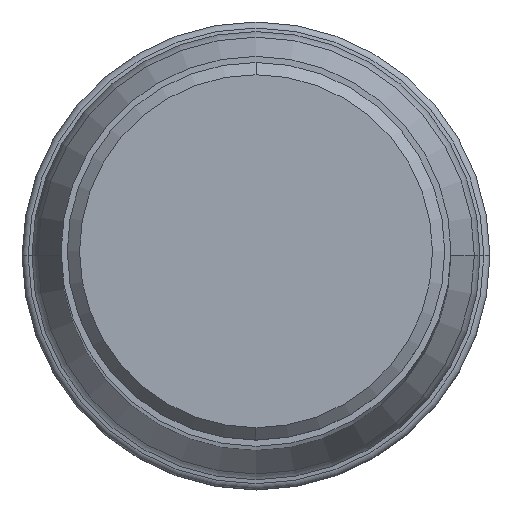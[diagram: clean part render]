
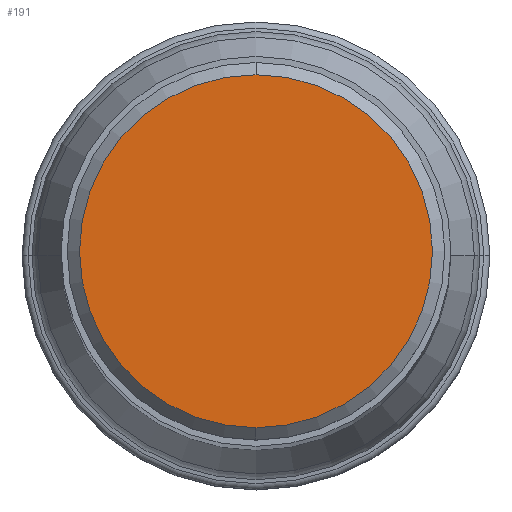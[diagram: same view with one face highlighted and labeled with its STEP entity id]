
A CAD part, top view. The second image highlights one B-rep face of the part: STEP entity #191.
In plain terms, the highlighted planar face has unit normal (0, 0, 1).
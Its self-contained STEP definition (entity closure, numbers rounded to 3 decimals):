
#29=PLANE('',#1261);
#191=ADVANCED_FACE('',(#260),#29,.F.);
#260=FACE_OUTER_BOUND('',#328,.T.);
#328=EDGE_LOOP('',(#565,#566));
#565=ORIENTED_EDGE('',*,*,#800,.T.);
#566=ORIENTED_EDGE('',*,*,#798,.T.);
#671=VERTEX_POINT('',#2938);
#672=VERTEX_POINT('',#2940);
#798=EDGE_CURVE('',#672,#671,#955,.T.);
#800=EDGE_CURVE('',#671,#672,#956,.T.);
#955=CIRCLE('',#1257,14.375);
#956=CIRCLE('',#1259,14.375);
#1257=AXIS2_PLACEMENT_3D('',#2939,#1562,#1563);
#1259=AXIS2_PLACEMENT_3D('',#2943,#1567,#1568);
#1261=AXIS2_PLACEMENT_3D('',#2945,#1571,#1572);
#1562=DIRECTION('',(0.,0.,1.));
#1563=DIRECTION('',(0.,1.,0.));
#1567=DIRECTION('',(0.,0.,1.));
#1568=DIRECTION('',(0.,-1.,0.));
#1571=DIRECTION('',(0.,0.,-1.));
#1572=DIRECTION('',(1.,0.,0.));
#2938=CARTESIAN_POINT('',(0.,-14.375,0.));
#2939=CARTESIAN_POINT('',(0.,0.,0.));
#2940=CARTESIAN_POINT('',(0.,14.375,0.));
#2943=CARTESIAN_POINT('',(0.,0.,0.));
#2945=CARTESIAN_POINT('',(0.,0.,0.));
